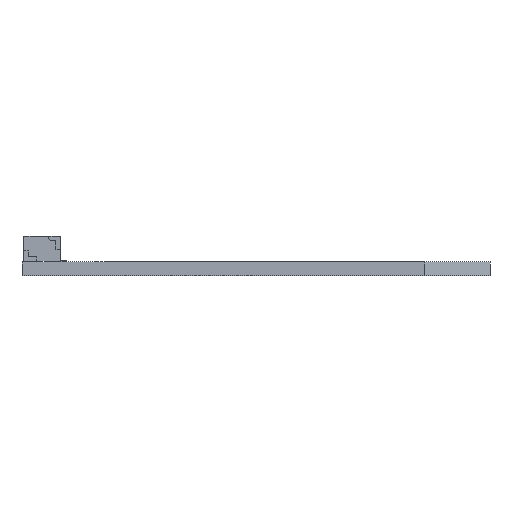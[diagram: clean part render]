
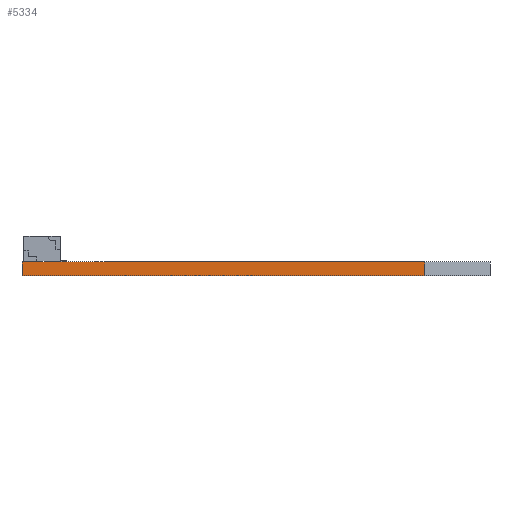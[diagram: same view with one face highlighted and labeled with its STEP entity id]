
A CAD part, left-side view. The second image highlights one B-rep face of the part: STEP entity #5334.
In plain terms, the highlighted planar face has unit normal (-1, 0, 0).
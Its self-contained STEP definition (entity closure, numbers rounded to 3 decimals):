
#4385 = PLANE('',#4386);
#4386 = AXIS2_PLACEMENT_3D('',#4387,#4388,#4389);
#4387 = CARTESIAN_POINT('',(0.,54.,0.));
#4388 = DIRECTION('',(0.,1.,0.));
#4389 = DIRECTION('',(1.,0.,0.));
#4413 = PLANE('',#4414);
#4414 = AXIS2_PLACEMENT_3D('',#4415,#4416,#4417);
#4415 = CARTESIAN_POINT('',(11.25,27.724,1.6));
#4416 = DIRECTION('',(-0.,-0.,-1.));
#4417 = DIRECTION('',(-1.,0.,0.));
#4467 = PLANE('',#4468);
#4468 = AXIS2_PLACEMENT_3D('',#4469,#4470,#4471);
#4469 = CARTESIAN_POINT('',(11.25,27.724,0.));
#4470 = DIRECTION('',(-0.,-0.,-1.));
#4471 = DIRECTION('',(-1.,0.,0.));
#5226 = PLANE('',#5227);
#5227 = AXIS2_PLACEMENT_3D('',#5228,#5229,#5230);
#5228 = CARTESIAN_POINT('',(2.5,0.,0.));
#5229 = DIRECTION('',(-0.949,-0.316,0.));
#5230 = DIRECTION('',(-0.316,0.949,0.));
#5264 = VERTEX_POINT('',#5265);
#5265 = CARTESIAN_POINT('',(0.,7.5,1.6));
#5286 = EDGE_CURVE('',#5287,#5264,#5289,.T.);
#5287 = VERTEX_POINT('',#5288);
#5288 = CARTESIAN_POINT('',(0.,7.5,0.));
#5289 = SURFACE_CURVE('',#5290,(#5294,#5301),.PCURVE_S1.);
#5290 = LINE('',#5291,#5292);
#5291 = CARTESIAN_POINT('',(0.,7.5,0.));
#5292 = VECTOR('',#5293,1.);
#5293 = DIRECTION('',(0.,0.,1.));
#5294 = PCURVE('',#5226,#5295);
#5295 = DEFINITIONAL_REPRESENTATION('',(#5296),#5300);
#5296 = LINE('',#5297,#5298);
#5297 = CARTESIAN_POINT('',(7.906,0.));
#5298 = VECTOR('',#5299,1.);
#5299 = DIRECTION('',(0.,-1.));
#5300 = ( GEOMETRIC_REPRESENTATION_CONTEXT(2) 
PARAMETRIC_REPRESENTATION_CONTEXT() REPRESENTATION_CONTEXT('2D SPACE',''
  ) );
#5301 = PCURVE('',#5302,#5307);
#5302 = PLANE('',#5303);
#5303 = AXIS2_PLACEMENT_3D('',#5304,#5305,#5306);
#5304 = CARTESIAN_POINT('',(0.,7.5,0.));
#5305 = DIRECTION('',(-1.,0.,0.));
#5306 = DIRECTION('',(0.,1.,0.));
#5307 = DEFINITIONAL_REPRESENTATION('',(#5308),#5312);
#5308 = LINE('',#5309,#5310);
#5309 = CARTESIAN_POINT('',(0.,0.));
#5310 = VECTOR('',#5311,1.);
#5311 = DIRECTION('',(0.,-1.));
#5312 = ( GEOMETRIC_REPRESENTATION_CONTEXT(2) 
PARAMETRIC_REPRESENTATION_CONTEXT() REPRESENTATION_CONTEXT('2D SPACE',''
  ) );
#5334 = ADVANCED_FACE('',(#5335),#5302,.T.);
#5335 = FACE_BOUND('',#5336,.T.);
#5336 = EDGE_LOOP('',(#5337,#5338,#5361,#5384));
#5337 = ORIENTED_EDGE('',*,*,#5286,.T.);
#5338 = ORIENTED_EDGE('',*,*,#5339,.T.);
#5339 = EDGE_CURVE('',#5264,#5340,#5342,.T.);
#5340 = VERTEX_POINT('',#5341);
#5341 = CARTESIAN_POINT('',(0.,54.,1.6));
#5342 = SURFACE_CURVE('',#5343,(#5347,#5354),.PCURVE_S1.);
#5343 = LINE('',#5344,#5345);
#5344 = CARTESIAN_POINT('',(0.,7.5,1.6));
#5345 = VECTOR('',#5346,1.);
#5346 = DIRECTION('',(0.,1.,0.));
#5347 = PCURVE('',#5302,#5348);
#5348 = DEFINITIONAL_REPRESENTATION('',(#5349),#5353);
#5349 = LINE('',#5350,#5351);
#5350 = CARTESIAN_POINT('',(0.,-1.6));
#5351 = VECTOR('',#5352,1.);
#5352 = DIRECTION('',(1.,0.));
#5353 = ( GEOMETRIC_REPRESENTATION_CONTEXT(2) 
PARAMETRIC_REPRESENTATION_CONTEXT() REPRESENTATION_CONTEXT('2D SPACE',''
  ) );
#5354 = PCURVE('',#4413,#5355);
#5355 = DEFINITIONAL_REPRESENTATION('',(#5356),#5360);
#5356 = LINE('',#5357,#5358);
#5357 = CARTESIAN_POINT('',(11.25,-20.224));
#5358 = VECTOR('',#5359,1.);
#5359 = DIRECTION('',(0.,1.));
#5360 = ( GEOMETRIC_REPRESENTATION_CONTEXT(2) 
PARAMETRIC_REPRESENTATION_CONTEXT() REPRESENTATION_CONTEXT('2D SPACE',''
  ) );
#5361 = ORIENTED_EDGE('',*,*,#5362,.F.);
#5362 = EDGE_CURVE('',#5363,#5340,#5365,.T.);
#5363 = VERTEX_POINT('',#5364);
#5364 = CARTESIAN_POINT('',(0.,54.,0.));
#5365 = SURFACE_CURVE('',#5366,(#5370,#5377),.PCURVE_S1.);
#5366 = LINE('',#5367,#5368);
#5367 = CARTESIAN_POINT('',(0.,54.,0.));
#5368 = VECTOR('',#5369,1.);
#5369 = DIRECTION('',(0.,0.,1.));
#5370 = PCURVE('',#5302,#5371);
#5371 = DEFINITIONAL_REPRESENTATION('',(#5372),#5376);
#5372 = LINE('',#5373,#5374);
#5373 = CARTESIAN_POINT('',(46.5,0.));
#5374 = VECTOR('',#5375,1.);
#5375 = DIRECTION('',(0.,-1.));
#5376 = ( GEOMETRIC_REPRESENTATION_CONTEXT(2) 
PARAMETRIC_REPRESENTATION_CONTEXT() REPRESENTATION_CONTEXT('2D SPACE',''
  ) );
#5377 = PCURVE('',#4385,#5378);
#5378 = DEFINITIONAL_REPRESENTATION('',(#5379),#5383);
#5379 = LINE('',#5380,#5381);
#5380 = CARTESIAN_POINT('',(0.,0.));
#5381 = VECTOR('',#5382,1.);
#5382 = DIRECTION('',(0.,-1.));
#5383 = ( GEOMETRIC_REPRESENTATION_CONTEXT(2) 
PARAMETRIC_REPRESENTATION_CONTEXT() REPRESENTATION_CONTEXT('2D SPACE',''
  ) );
#5384 = ORIENTED_EDGE('',*,*,#5385,.F.);
#5385 = EDGE_CURVE('',#5287,#5363,#5386,.T.);
#5386 = SURFACE_CURVE('',#5387,(#5391,#5398),.PCURVE_S1.);
#5387 = LINE('',#5388,#5389);
#5388 = CARTESIAN_POINT('',(0.,7.5,0.));
#5389 = VECTOR('',#5390,1.);
#5390 = DIRECTION('',(0.,1.,0.));
#5391 = PCURVE('',#5302,#5392);
#5392 = DEFINITIONAL_REPRESENTATION('',(#5393),#5397);
#5393 = LINE('',#5394,#5395);
#5394 = CARTESIAN_POINT('',(0.,0.));
#5395 = VECTOR('',#5396,1.);
#5396 = DIRECTION('',(1.,0.));
#5397 = ( GEOMETRIC_REPRESENTATION_CONTEXT(2) 
PARAMETRIC_REPRESENTATION_CONTEXT() REPRESENTATION_CONTEXT('2D SPACE',''
  ) );
#5398 = PCURVE('',#4467,#5399);
#5399 = DEFINITIONAL_REPRESENTATION('',(#5400),#5404);
#5400 = LINE('',#5401,#5402);
#5401 = CARTESIAN_POINT('',(11.25,-20.224));
#5402 = VECTOR('',#5403,1.);
#5403 = DIRECTION('',(0.,1.));
#5404 = ( GEOMETRIC_REPRESENTATION_CONTEXT(2) 
PARAMETRIC_REPRESENTATION_CONTEXT() REPRESENTATION_CONTEXT('2D SPACE',''
  ) );
